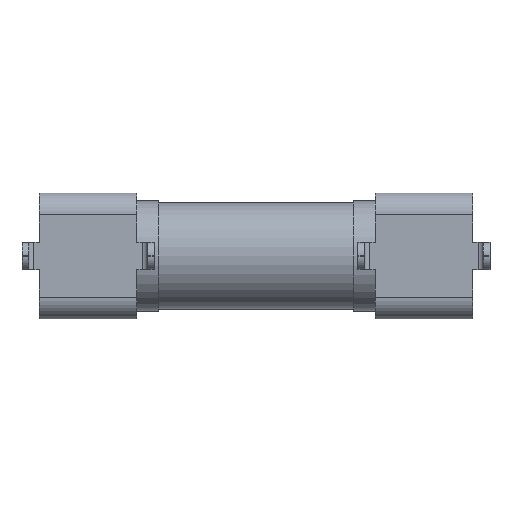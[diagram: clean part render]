
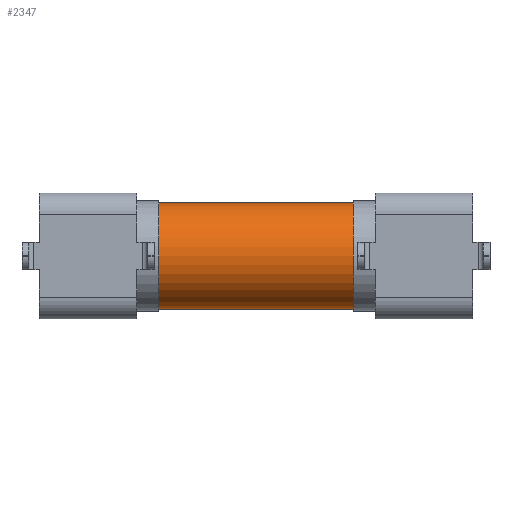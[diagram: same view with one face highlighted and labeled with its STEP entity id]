
A CAD part, front view. The second image highlights one B-rep face of the part: STEP entity #2347.
In plain terms, the highlighted cylindrical face has radius 2.45 mm (diameter 4.9 mm), a partial arc.
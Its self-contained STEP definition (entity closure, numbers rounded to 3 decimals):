
#44 = CARTESIAN_POINT ( 'NONE',  ( -6.5, 0., 2.45 ) ) ;
#47 = EDGE_CURVE ( 'NONE', #1900, #1493, #1248, .T. ) ;
#89 = CARTESIAN_POINT ( 'NONE',  ( -6.5, 0., -2.45 ) ) ;
#122 = FACE_OUTER_BOUND ( 'NONE', #159, .T. ) ;
#159 = EDGE_LOOP ( 'NONE', ( #996, #3283, #853, #762 ) ) ;
#386 = LINE ( 'NONE', #44, #612 ) ;
#612 = VECTOR ( 'NONE', #678, 1000. ) ;
#678 = DIRECTION ( 'NONE',  ( 1., 0., 0. ) ) ;
#762 = ORIENTED_EDGE ( 'NONE', *, *, #47, .F. ) ;
#853 = ORIENTED_EDGE ( 'NONE', *, *, #3229, .T. ) ;
#933 = DIRECTION ( 'NONE',  ( 0., 0., -1. ) ) ;
#976 = CARTESIAN_POINT ( 'NONE',  ( -6.5, 0., 0. ) ) ;
#996 = ORIENTED_EDGE ( 'NONE', *, *, #2700, .F. ) ;
#1014 = AXIS2_PLACEMENT_3D ( 'NONE', #976, #3611, #2767 ) ;
#1161 = CARTESIAN_POINT ( 'NONE',  ( 7., 0., 0. ) ) ;
#1247 = EDGE_CURVE ( 'NONE', #3051, #2301, #1649, .T. ) ;
#1248 = CIRCLE ( 'NONE', #3058, 2.45 ) ;
#1493 = VERTEX_POINT ( 'NONE', #1732 ) ;
#1517 = DIRECTION ( 'NONE',  ( 1., 0., 0. ) ) ;
#1649 = CIRCLE ( 'NONE', #2711, 2.45 ) ;
#1732 = CARTESIAN_POINT ( 'NONE',  ( 7., 0., -2.45 ) ) ;
#1748 = DIRECTION ( 'NONE',  ( 1., 0., 0. ) ) ;
#1900 = VERTEX_POINT ( 'NONE', #3062 ) ;
#2036 = DIRECTION ( 'NONE',  ( 0., 0., -1. ) ) ;
#2106 = CARTESIAN_POINT ( 'NONE',  ( -6.5, 0., 0. ) ) ;
#2301 = VERTEX_POINT ( 'NONE', #89 ) ;
#2347 = ADVANCED_FACE ( 'NONE', ( #122 ), #3569, .T. ) ;
#2686 = DIRECTION ( 'NONE',  ( 1., 0., 0. ) ) ;
#2700 = EDGE_CURVE ( 'NONE', #3051, #1900, #386, .T. ) ;
#2711 = AXIS2_PLACEMENT_3D ( 'NONE', #2106, #2686, #933 ) ;
#2767 = DIRECTION ( 'NONE',  ( 0., 0., -1. ) ) ;
#2949 = VECTOR ( 'NONE', #1517, 1000. ) ;
#3051 = VERTEX_POINT ( 'NONE', #3504 ) ;
#3058 = AXIS2_PLACEMENT_3D ( 'NONE', #1161, #1748, #2036 ) ;
#3062 = CARTESIAN_POINT ( 'NONE',  ( 7., 0., 2.45 ) ) ;
#3229 = EDGE_CURVE ( 'NONE', #2301, #1493, #3467, .T. ) ;
#3283 = ORIENTED_EDGE ( 'NONE', *, *, #1247, .T. ) ;
#3305 = CARTESIAN_POINT ( 'NONE',  ( -6.5, 0., -2.45 ) ) ;
#3467 = LINE ( 'NONE', #3305, #2949 ) ;
#3504 = CARTESIAN_POINT ( 'NONE',  ( -6.5, 0., 2.45 ) ) ;
#3569 = CYLINDRICAL_SURFACE ( 'NONE', #1014, 2.45 ) ;
#3611 = DIRECTION ( 'NONE',  ( 1., 0., 0. ) ) ;
